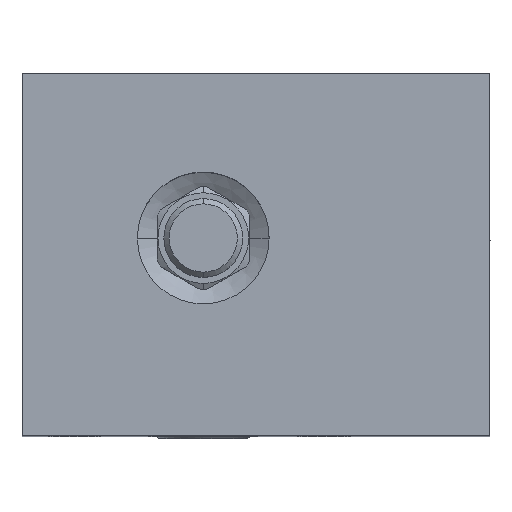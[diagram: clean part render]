
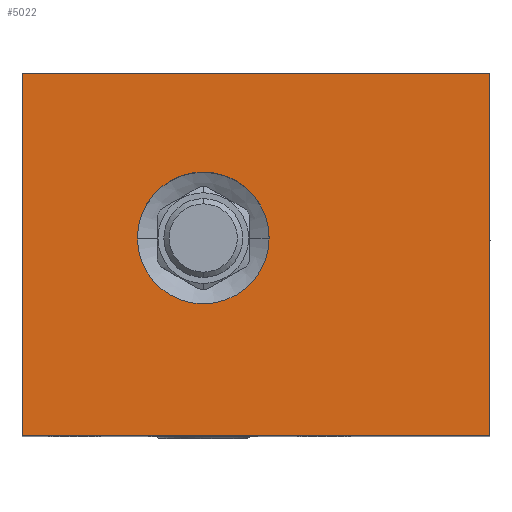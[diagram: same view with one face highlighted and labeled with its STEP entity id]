
A CAD part, top view. The second image highlights one B-rep face of the part: STEP entity #5022.
In plain terms, the highlighted planar face has unit normal (0, 0, 1).
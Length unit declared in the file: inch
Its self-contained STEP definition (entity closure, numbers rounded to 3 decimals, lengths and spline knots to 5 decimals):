
#513=DIRECTION('',(0.,-1.,0.));
#514=VECTOR('',#513,3.438);
#515=CARTESIAN_POINT('',(0.,0.,6.5));
#516=LINE('',#515,#514);
#517=DIRECTION('',(-1.,0.,0.));
#518=VECTOR('',#517,4.438);
#519=CARTESIAN_POINT('',(4.438,0.,6.5));
#520=LINE('',#519,#518);
#521=DIRECTION('',(0.,1.,0.));
#522=VECTOR('',#521,3.438);
#523=CARTESIAN_POINT('',(4.438,-3.438,6.5));
#524=LINE('',#523,#522);
#525=DIRECTION('',(1.,0.,0.));
#526=VECTOR('',#525,4.438);
#527=CARTESIAN_POINT('',(0.,-3.438,6.5));
#528=LINE('',#527,#526);
#529=CARTESIAN_POINT('',(1.719,-1.562,6.5));
#530=DIRECTION('',(0.,0.,-1.));
#531=DIRECTION('',(-1.,0.,0.));
#532=AXIS2_PLACEMENT_3D('',#529,#530,#531);
#534=CARTESIAN_POINT('',(1.719,-1.562,6.5));
#535=DIRECTION('',(0.,0.,-1.));
#536=DIRECTION('',(1.,0.,0.));
#537=AXIS2_PLACEMENT_3D('',#534,#535,#536);
#4096=CARTESIAN_POINT('',(0.,0.,6.5));
#4097=CARTESIAN_POINT('',(0.,-3.438,6.5));
#4098=VERTEX_POINT('',#4096);
#4099=VERTEX_POINT('',#4097);
#4100=CARTESIAN_POINT('',(4.438,-3.438,6.5));
#4101=VERTEX_POINT('',#4100);
#4102=CARTESIAN_POINT('',(4.438,0.,6.5));
#4103=VERTEX_POINT('',#4102);
#4665=CARTESIAN_POINT('',(1.094,-1.562,6.5));
#4666=CARTESIAN_POINT('',(2.344,-1.562,6.5));
#4667=VERTEX_POINT('',#4665);
#4668=VERTEX_POINT('',#4666);
#5005=CARTESIAN_POINT('',(0.,0.,6.5));
#5006=DIRECTION('',(0.,0.,1.));
#5007=DIRECTION('',(1.,0.,0.));
#5008=AXIS2_PLACEMENT_3D('',#5005,#5006,#5007);
#5009=PLANE('',#5008);
#5010=ORIENTED_EDGE('',*,*,#4783,.F.);
#5011=ORIENTED_EDGE('',*,*,#4816,.F.);
#5012=ORIENTED_EDGE('',*,*,#4884,.F.);
#5013=ORIENTED_EDGE('',*,*,#4957,.F.);
#5014=EDGE_LOOP('',(#5010,#5011,#5012,#5013));
#5015=FACE_OUTER_BOUND('',#5014,.F.);
#5017=ORIENTED_EDGE('',*,*,#5016,.F.);
#5019=ORIENTED_EDGE('',*,*,#5018,.F.);
#5020=EDGE_LOOP('',(#5017,#5019));
#5021=FACE_BOUND('',#5020,.F.);
#5022=ADVANCED_FACE('',(#5015,#5021),#5009,.T.);
#533=CIRCLE('',#532,0.625);
#538=CIRCLE('',#537,0.625);
#4783=EDGE_CURVE('',#4098,#4099,#516,.T.);
#4816=EDGE_CURVE('',#4103,#4098,#520,.T.);
#4884=EDGE_CURVE('',#4101,#4103,#524,.T.);
#4957=EDGE_CURVE('',#4099,#4101,#528,.T.);
#5016=EDGE_CURVE('',#4667,#4668,#533,.T.);
#5018=EDGE_CURVE('',#4668,#4667,#538,.T.);
